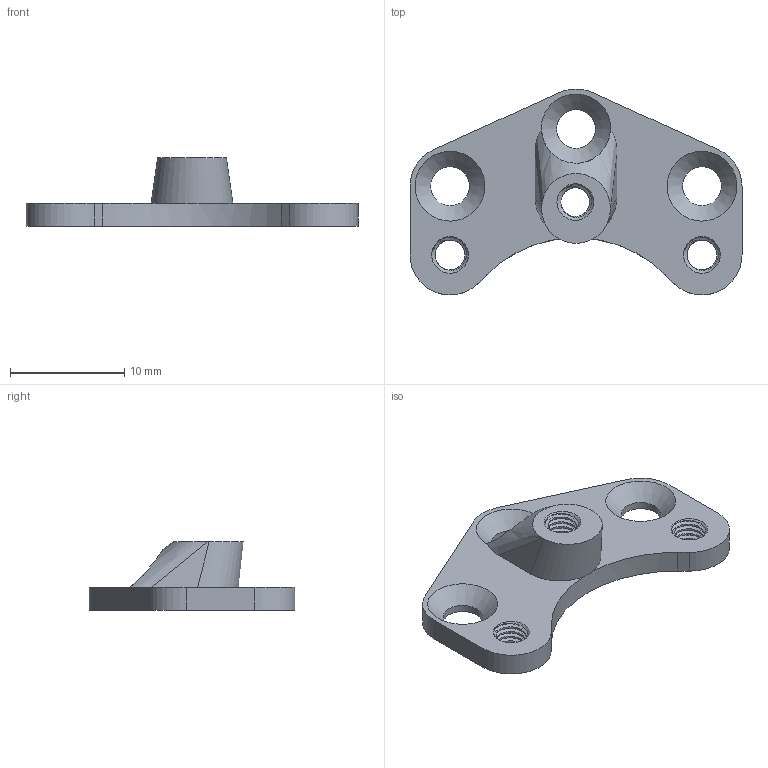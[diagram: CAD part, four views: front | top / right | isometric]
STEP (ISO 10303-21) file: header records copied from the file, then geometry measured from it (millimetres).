
FILE_DESCRIPTION(('FreeCAD Model'),'2;1');
FILE_NAME('Open CASCADE Shape Model','2024-07-11T18:01:25',(''),(''), 'Open CASCADE STEP processor 7.6','FreeCAD','Unknown');
FILE_SCHEMA(('AUTOMOTIVE_DESIGN { 1 0 10303 214 1 1 1 1 }'));
Length unit declared in the file: millimetre
Products named in the file (1): Hole140
Bounding box: 29 x 17.98 x 6 mm (x, y, z)
Volume: 737.4 mm3; surface area: 1068.6 mm2
Topology: 1 solids, 1 shells, 103 faces, 261 edges, 159 vertices
Faces by surface type: bspline 73, cylinder 13, plane 11, cone 6
Full cylindrical faces by diameter (mm): 3.4 x3
Entity records: 21887 total; most frequent: CARTESIAN_POINT 17549, ORIENTED_EDGE 522, PCURVE 522, DEFINITIONAL_REPRESENTATION 522, DIRECTION 468, B_SPLINE_CURVE_WITH_KNOTS 416, LINE 277, VECTOR 277
